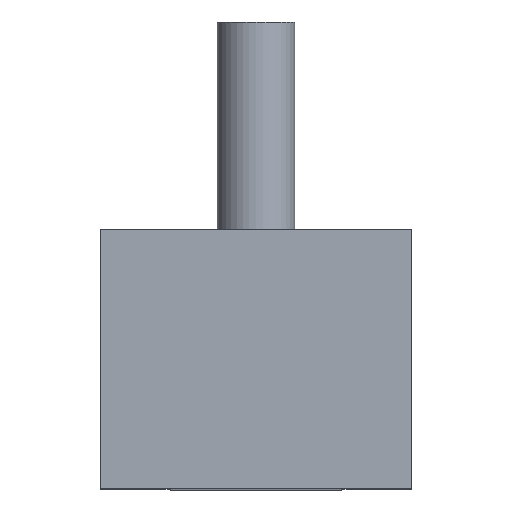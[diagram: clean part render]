
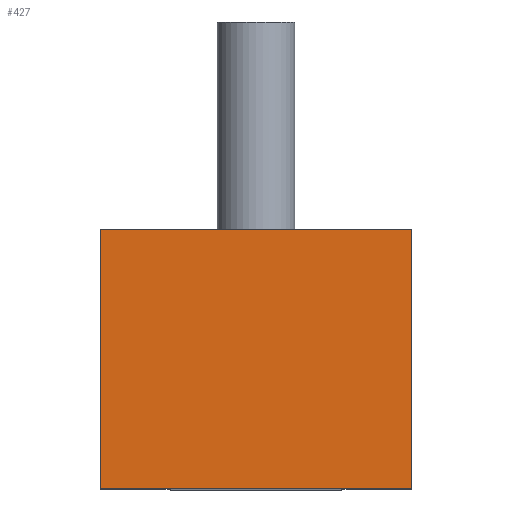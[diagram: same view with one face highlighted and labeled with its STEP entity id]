
A CAD part, top view. The second image highlights one B-rep face of the part: STEP entity #427.
In plain terms, the highlighted planar face has unit normal (0, 0, 1).
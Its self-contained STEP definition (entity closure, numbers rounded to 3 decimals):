
#26=PLANE('',#473);
#49=FACE_OUTER_BOUND('',#75,.T.);
#75=EDGE_LOOP('',(#326,#327,#328,#329));
#107=LINE('',#655,#155);
#110=LINE('',#661,#158);
#112=LINE('',#664,#160);
#113=LINE('',#665,#161);
#155=VECTOR('',#533,10.);
#158=VECTOR('',#538,10.);
#160=VECTOR('',#542,10.);
#161=VECTOR('',#543,10.);
#215=VERTEX_POINT('',#652);
#216=VERTEX_POINT('',#654);
#217=VERTEX_POINT('',#658);
#218=VERTEX_POINT('',#660);
#257=EDGE_CURVE('',#216,#215,#107,.T.);
#260=EDGE_CURVE('',#218,#217,#110,.T.);
#262=EDGE_CURVE('',#215,#218,#112,.T.);
#263=EDGE_CURVE('',#217,#216,#113,.T.);
#326=ORIENTED_EDGE('',*,*,#262,.T.);
#327=ORIENTED_EDGE('',*,*,#260,.T.);
#328=ORIENTED_EDGE('',*,*,#263,.T.);
#329=ORIENTED_EDGE('',*,*,#257,.T.);
#427=ADVANCED_FACE('',(#49),#26,.T.);
#473=AXIS2_PLACEMENT_3D('',#663,#540,#541);
#533=DIRECTION('',(0.,-1.,0.));
#538=DIRECTION('',(0.,1.,0.));
#540=DIRECTION('center_axis',(0.,0.,1.));
#541=DIRECTION('ref_axis',(1.,0.,0.));
#542=DIRECTION('',(1.,0.,0.));
#543=DIRECTION('',(-1.,0.,0.));
#652=CARTESIAN_POINT('',(-6.,-5.,33.));
#654=CARTESIAN_POINT('',(-6.,5.,33.));
#655=CARTESIAN_POINT('',(-6.,2.5,33.));
#658=CARTESIAN_POINT('',(6.,5.,33.));
#660=CARTESIAN_POINT('',(6.,-5.,33.));
#661=CARTESIAN_POINT('',(6.,-2.5,33.));
#663=CARTESIAN_POINT('Origin',(0.,0.,33.));
#664=CARTESIAN_POINT('',(-3.,-5.,33.));
#665=CARTESIAN_POINT('',(3.,5.,33.));
